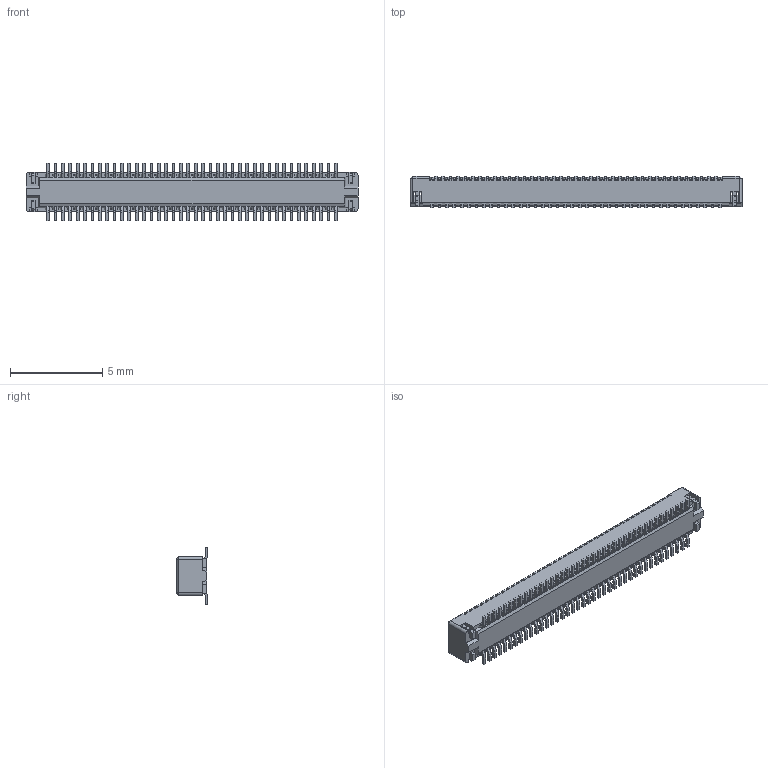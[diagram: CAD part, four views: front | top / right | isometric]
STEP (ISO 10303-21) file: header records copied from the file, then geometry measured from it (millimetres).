
FILE_DESCRIPTION((''),'2;1');
FILE_NAME('5017450801','2015-12-03T',('me'),(''),'PRO/ENGINEER BY PARAMETRIC TECHNOLOGY CORPORATION, 2011490','PRO/ENGINEER BY PARAMETRIC TECHNOLOGY CORPORATION, 2011490','');
FILE_SCHEMA(('CONFIG_CONTROL_DESIGN'));
Products named in the file (1): 5017450801
Bounding box: 18 x 1.7 x 3.13 mm (x, y, z)
Volume: 42.8 mm3; surface area: 214 mm2
Topology: 1 solids, 1 shells, 2312 faces, 7194 edges, 4876 vertices
Faces by surface type: plane 1964, cylinder 340, cone 4, torus 4
Entity records: 79553 total; most frequent: CARTESIAN_POINT 15887, ORIENTED_EDGE 13716, DIRECTION 12108, EDGE_CURVE 6858, VECTOR 6266, LINE 6266, VERTEX_POINT 4540, AXIS2_PLACEMENT_3D 2921
